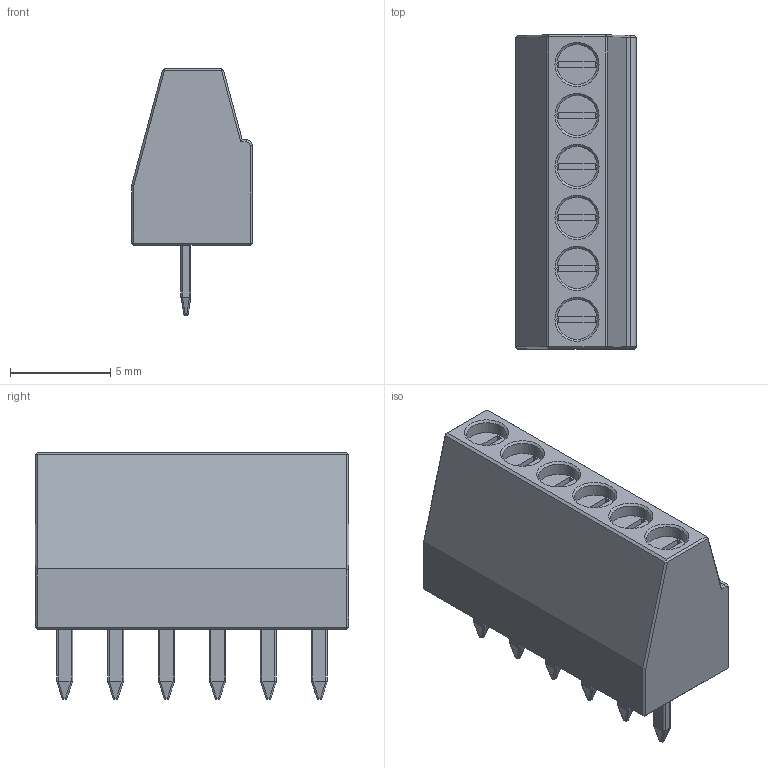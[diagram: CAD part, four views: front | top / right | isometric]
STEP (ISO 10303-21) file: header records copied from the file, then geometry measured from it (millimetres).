
FILE_DESCRIPTION(/* description */ (''),/* implementation_level */ '2;1');
FILE_NAME(/* name */ 'KF128-2.54-6P.step',/* time_stamp */ '2022-08-16T08:49:55+08:00',/* author */ (''),/* organization */ (''),/* preprocessor_version */ 'ST-DEVELOPER v19',/* originating_system */ 'Autodesk Translation Framework v11.7.0.108',/* authorisation */ '');
FILE_SCHEMA (('AUTOMOTIVE_DESIGN { 1 0 10303 214 3 1 1 }'));
Length unit declared in the file: millimetre
Products named in the file (4): KF128-2.54-6P; 零部件1; 零部件2; 零部件3
Assembly tree (3 placements, depth 2):
  KF128-2.54-6P
    零部件1
    零部件2
    零部件3
Bounding box: 6 x 15.64 x 12.3 mm (x, y, z)
Volume: 619.4 mm3; surface area: 1118.3 mm2
Topology: 13 solids, 13 shells, 446 faces, 916 edges, 502 vertices
Faces by surface type: plane 209, cylinder 157, sphere 72, cone 8
Full cylindrical faces by diameter (mm): 2 x12
Entity records: 11526 total; most frequent: DIRECTION 2144, CARTESIAN_POINT 1871, ORIENTED_EDGE 1832, EDGE_CURVE 916, AXIS2_PLACEMENT_3D 775, LINE 594, VECTOR 594, VERTEX_POINT 502
